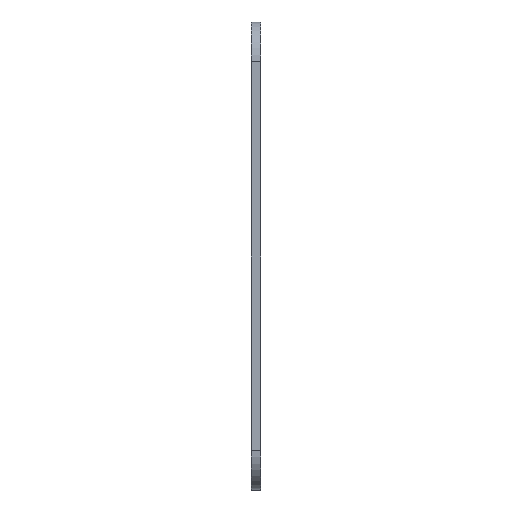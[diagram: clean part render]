
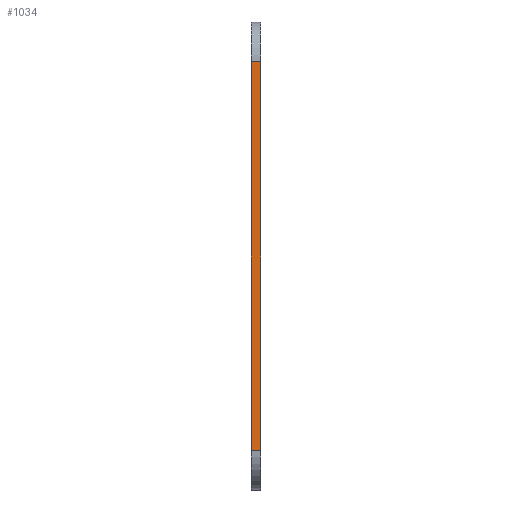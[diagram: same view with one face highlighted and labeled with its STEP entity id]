
A CAD part, left-side view. The second image highlights one B-rep face of the part: STEP entity #1034.
In plain terms, the highlighted planar face has unit normal (-1, 0, 0).
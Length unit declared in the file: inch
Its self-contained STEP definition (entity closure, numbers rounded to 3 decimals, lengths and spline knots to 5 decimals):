
#4 = CARTESIAN_POINT ( 'NONE',  ( -11.75, 0.47244, -9.75 ) ) ;
#6 = ORIENTED_EDGE ( 'NONE', *, *, #296, .T. ) ;
#110 = DIRECTION ( 'NONE',  ( 0., 0., 1. ) ) ;
#146 = CARTESIAN_POINT ( 'NONE',  ( -11.75, 0., -9.75 ) ) ;
#160 = VERTEX_POINT ( 'NONE', #1419 ) ;
#177 = ORIENTED_EDGE ( 'NONE', *, *, #814, .T. ) ;
#273 = CARTESIAN_POINT ( 'NONE',  ( -11.75, 0.47244, 11.75 ) ) ;
#296 = EDGE_CURVE ( 'NONE', #591, #1192, #721, .T. ) ;
#371 = DIRECTION ( 'NONE',  ( 0., 0., 1. ) ) ;
#507 = CARTESIAN_POINT ( 'NONE',  ( -11.75, 0., 11.75 ) ) ;
#543 = VECTOR ( 'NONE', #1022, 39.37008 ) ;
#591 = VERTEX_POINT ( 'NONE', #146 ) ;
#720 = VECTOR ( 'NONE', #371, 39.37008 ) ;
#721 = LINE ( 'NONE', #507, #1348 ) ;
#743 = EDGE_CURVE ( 'NONE', #879, #160, #759, .T. ) ;
#759 = LINE ( 'NONE', #1586, #720 ) ;
#814 = EDGE_CURVE ( 'NONE', #1192, #160, #910, .T. ) ;
#847 = CARTESIAN_POINT ( 'NONE',  ( -11.75, 0., 9.75 ) ) ;
#862 = AXIS2_PLACEMENT_3D ( 'NONE', #273, #932, #996 ) ;
#879 = VERTEX_POINT ( 'NONE', #4 ) ;
#881 = EDGE_CURVE ( 'NONE', #879, #591, #1364, .T. ) ;
#899 = PLANE ( 'NONE',  #862 ) ;
#910 = LINE ( 'NONE', #1299, #543 ) ;
#932 = DIRECTION ( 'NONE',  ( 1., 0., 0. ) ) ;
#996 = DIRECTION ( 'NONE',  ( 0., 0., -1. ) ) ;
#1022 = DIRECTION ( 'NONE',  ( 0., 1., 0. ) ) ;
#1034 = ADVANCED_FACE ( 'NONE', ( #1248 ), #899, .F. ) ;
#1042 = VECTOR ( 'NONE', #1464, 39.37008 ) ;
#1192 = VERTEX_POINT ( 'NONE', #847 ) ;
#1248 = FACE_OUTER_BOUND ( 'NONE', #1503, .T. ) ;
#1299 = CARTESIAN_POINT ( 'NONE',  ( -11.75, 0.47244, 9.75 ) ) ;
#1348 = VECTOR ( 'NONE', #110, 39.37008 ) ;
#1364 = LINE ( 'NONE', #1605, #1042 ) ;
#1419 = CARTESIAN_POINT ( 'NONE',  ( -11.75, 0.47244, 9.75 ) ) ;
#1420 = ORIENTED_EDGE ( 'NONE', *, *, #881, .T. ) ;
#1464 = DIRECTION ( 'NONE',  ( 0., -1., 0. ) ) ;
#1503 = EDGE_LOOP ( 'NONE', ( #1624, #1420, #6, #177 ) ) ;
#1586 = CARTESIAN_POINT ( 'NONE',  ( -11.75, 0.47244, 11.75 ) ) ;
#1605 = CARTESIAN_POINT ( 'NONE',  ( -11.75, 0.47244, -9.75 ) ) ;
#1624 = ORIENTED_EDGE ( 'NONE', *, *, #743, .F. ) ;
